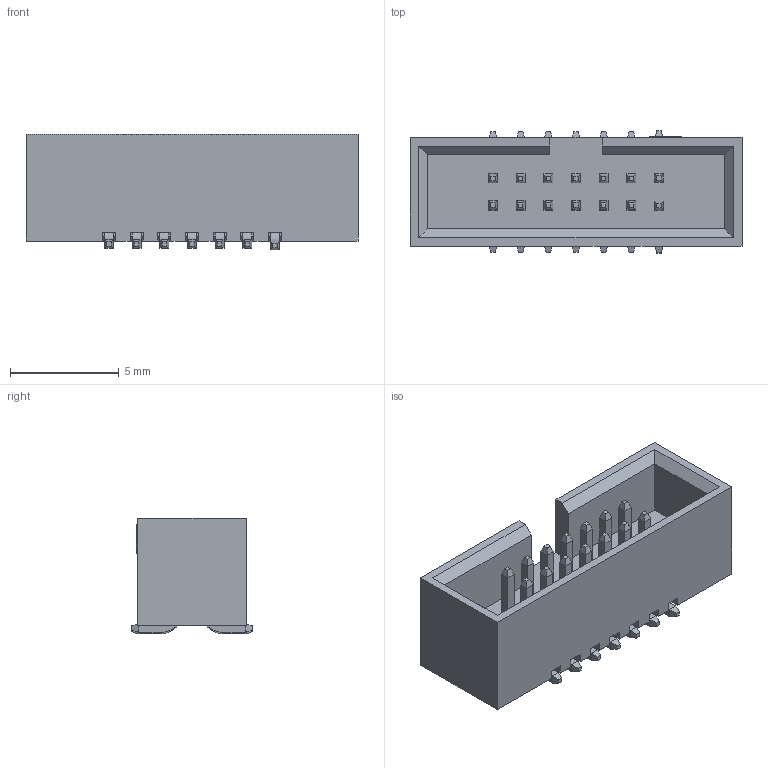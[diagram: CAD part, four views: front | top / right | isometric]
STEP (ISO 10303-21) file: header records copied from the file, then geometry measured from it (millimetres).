
FILE_DESCRIPTION(/* description */ ('Unknown','CAx-IF Rec.Pracs.---Representation and Presentation of Product Manufacturing Information (PMI)---4.0---2014-10-13'),/* implementation_level */ '2;1');
FILE_NAME(/* name */ 'box_header_14P_pitch127_SMT.step',/* time_stamp */ '2024-11-06T17:52:42+08:00',/* author */ (''),/* organization */ (''),/* preprocessor_version */ 'ST-DEVELOPER v20',/* originating_system */ 'Autodesk Translation Framework v13.20.0.188',/* authorisation */ '');
FILE_SCHEMA (('AP242_MANAGED_MODEL_BASED_3D_ENGINEERING_MIM_LF { 1 0 10303 442 1 1 4 }'));
Length unit declared in the file: millimetre
Products named in the file (3): 6273xx20621; 62701420621; 6270xx20621_PIN
Assembly tree (15 placements, depth 2):
  6273xx20621
    62701420621
    6270xx20621_PIN  x14
Bounding box: 15.24 x 5.6 x 5.3 mm (x, y, z)
Volume: 228.9 mm3; surface area: 629.8 mm2
Topology: 15 solids, 15 shells, 429 faces, 1092 edges, 680 vertices
Faces by surface type: plane 401, cylinder 28
Entity records: 6726 total; most frequent: CARTESIAN_POINT 1153, ORIENTED_EDGE 1144, DIRECTION 1002, EDGE_CURVE 572, LINE 568, VECTOR 568, VERTEX_POINT 368, AXIS2_PLACEMENT_3D 217
